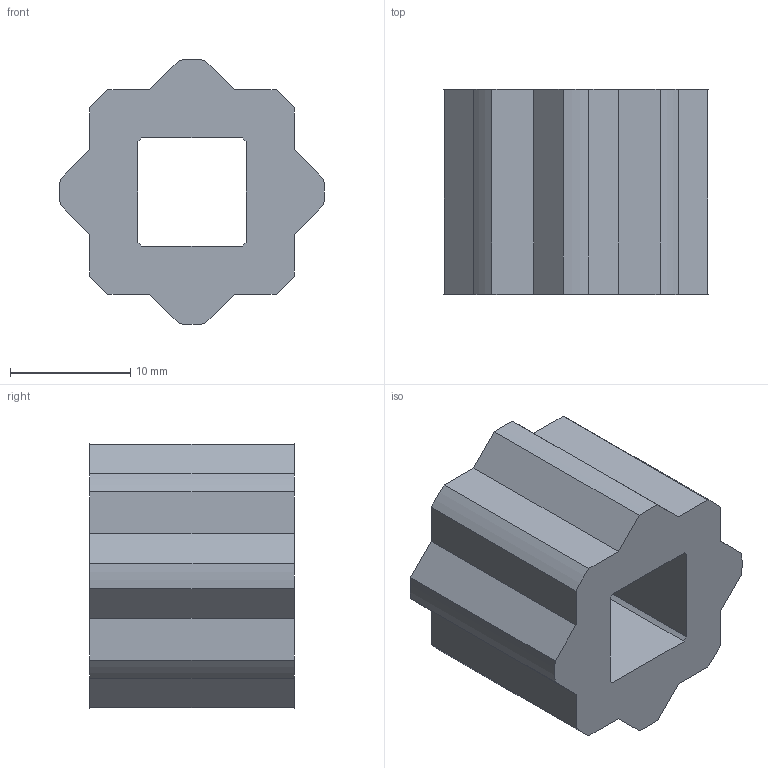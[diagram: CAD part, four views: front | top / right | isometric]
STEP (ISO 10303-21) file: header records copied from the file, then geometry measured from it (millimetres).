
FILE_DESCRIPTION(/* description */ ('STEP AP214'),/* implementation_level */ '2;1');
FILE_NAME(/* name */ '8096914_DARQ-R-A-S17-S9-17',/* time_stamp */ '2024-08-14T16:54:38+02:00',/* author */ ('License CC BY-ND 4.0'),/* organization */ ('CADENAS'),/* preprocessor_version */ 'ST-DEVELOPER v19.3',/* originating_system */ 'PARTsolutions',/* authorisation */ ' ');
FILE_SCHEMA (('AUTOMOTIVE_DESIGN {1 0 10303 214 3 1 1}'));
Length unit declared in the file: millimetre
Products named in the file (1): 8096914 DARQ-R-A-S17-S9-17
Bounding box: 21.99 x 17 x 21.99 mm (x, y, z)
Volume: 4235.6 mm3; surface area: 2331.9 mm2
Topology: 1 solids, 1 shells, 34 faces, 96 edges, 64 vertices
Faces by surface type: plane 22, cylinder 12
Entity records: 1138 total; most frequent: CARTESIAN_POINT 195, ORIENTED_EDGE 192, DIRECTION 190, EDGE_CURVE 96, LINE 72, VECTOR 72, VERTEX_POINT 64, AXIS2_PLACEMENT_3D 59
